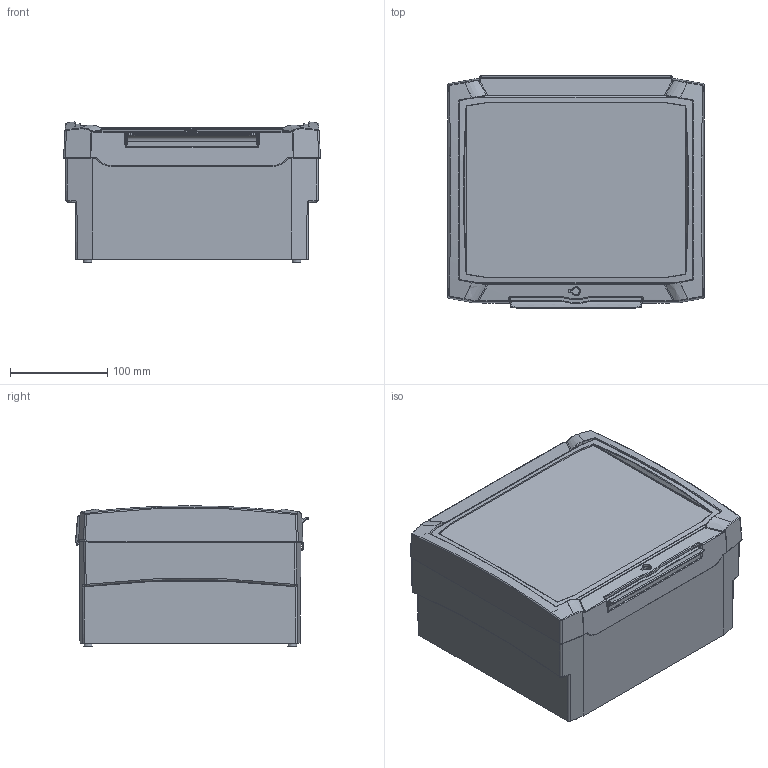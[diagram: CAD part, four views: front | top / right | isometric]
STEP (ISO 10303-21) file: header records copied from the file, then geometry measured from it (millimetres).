
FILE_DESCRIPTION(/* description */ (''),/* implementation_level */ '2;1');
FILE_NAME(/* name */ '2604184_3D.stp',/* time_stamp */ '2018-07-11T16:24:31+02:00',/* author */ ('haertel'),/* organization */ (''),/* preprocessor_version */ 'ST-DEVELOPER v16.13',/* originating_system */ 'Autodesk Inventor 2018',/* authorisation */ '');
FILE_SCHEMA (('AUTOMOTIVE_DESIGN { 1 0 10303 214 3 1 1 }'));
Products named in the file (6): 2604184_3D; 1011387_3D; 1008979_3D; 1008983_3D; 1008975_3Dsym; 1009413_3Dsym
Assembly tree (5 placements, depth 2):
  2604184_3D
    1011387_3D
    1008979_3D
    1008983_3D
    1008975_3Dsym
    1009413_3Dsym
Bounding box: 264 x 239.48 x 144.07 mm (x, y, z)
Volume: 891589 mm3; surface area: 670462.2 mm2
Topology: 5 solids, 5 shells, 2916 faces, 7787 edges, 4890 vertices
Faces by surface type: plane 1490, cylinder 656, bspline 415, cone 201, sphere 135, torus 19
Full cylindrical faces by diameter (mm): 2 x2, 2.15 x8, 5.2 x4
Entity records: 127103 total; most frequent: CARTESIAN_POINT 56326, ORIENTED_EDGE 15122, DIRECTION 14143, EDGE_CURVE 7561, AXIS2_PLACEMENT_3D 4893, VERTEX_POINT 4875, LINE 4357, VECTOR 4357
